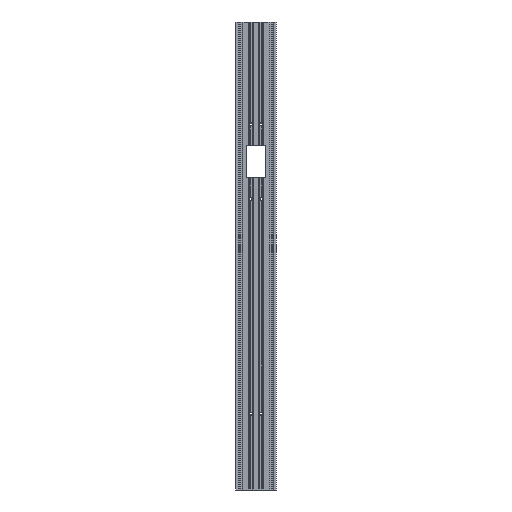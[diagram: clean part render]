
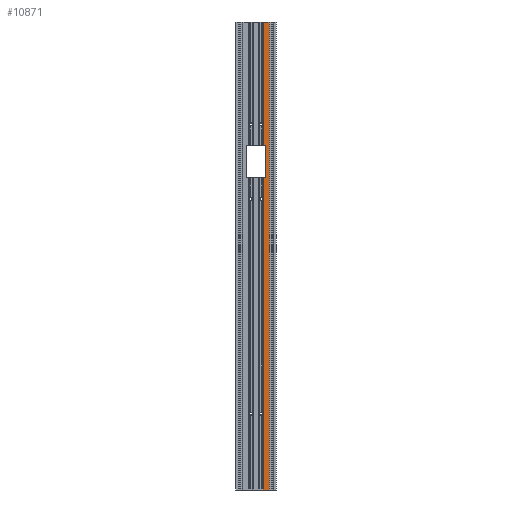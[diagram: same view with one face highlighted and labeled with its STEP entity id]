
A CAD part, front view. The second image highlights one B-rep face of the part: STEP entity #10871.
In plain terms, the highlighted planar face has unit normal (0, -1, 0).
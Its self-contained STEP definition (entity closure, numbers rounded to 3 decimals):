
#154=PLANE('',#11584);
#656=FACE_OUTER_BOUND('',#1196,.T.);
#1196=EDGE_LOOP('',(#8341,#8342,#8343,#8344,#8345,#8346,#8347,#8348));
#1861=LINE('',#15994,#3283);
#1945=LINE('',#16161,#3367);
#1983=LINE('',#16240,#3405);
#2128=LINE('',#16792,#3550);
#2129=LINE('',#16794,#3551);
#2130=LINE('',#16796,#3552);
#2131=LINE('',#16798,#3553);
#2132=LINE('',#16799,#3554);
#3283=VECTOR('',#12655,10.);
#3367=VECTOR('',#12747,10.);
#3405=VECTOR('',#12791,10.);
#3550=VECTOR('',#13082,10.);
#3551=VECTOR('',#13083,10.84);
#3552=VECTOR('',#13084,10.);
#3553=VECTOR('',#13085,10.84);
#3554=VECTOR('',#13086,10.);
#4973=VERTEX_POINT('',#15991);
#4974=VERTEX_POINT('',#15993);
#5053=VERTEX_POINT('',#16159);
#5091=VERTEX_POINT('',#16239);
#5257=VERTEX_POINT('',#16791);
#5258=VERTEX_POINT('',#16793);
#5259=VERTEX_POINT('',#16795);
#5260=VERTEX_POINT('',#16797);
#6152=EDGE_CURVE('',#4974,#4973,#1861,.T.);
#6236=EDGE_CURVE('',#4973,#5053,#1945,.T.);
#6276=EDGE_CURVE('',#5091,#4974,#1983,.T.);
#6471=EDGE_CURVE('',#5257,#5053,#2128,.T.);
#6472=EDGE_CURVE('',#5258,#5257,#2129,.T.);
#6473=EDGE_CURVE('',#5258,#5259,#2130,.T.);
#6474=EDGE_CURVE('',#5260,#5259,#2131,.T.);
#6475=EDGE_CURVE('',#5091,#5260,#2132,.T.);
#8341=ORIENTED_EDGE('',*,*,#6276,.T.);
#8342=ORIENTED_EDGE('',*,*,#6152,.T.);
#8343=ORIENTED_EDGE('',*,*,#6236,.T.);
#8344=ORIENTED_EDGE('',*,*,#6471,.F.);
#8345=ORIENTED_EDGE('',*,*,#6472,.F.);
#8346=ORIENTED_EDGE('',*,*,#6473,.T.);
#8347=ORIENTED_EDGE('',*,*,#6474,.F.);
#8348=ORIENTED_EDGE('',*,*,#6475,.F.);
#10871=ADVANCED_FACE('',(#656),#154,.T.);
#11584=AXIS2_PLACEMENT_3D('',#16790,#13080,#13081);
#12655=DIRECTION('',(0.,0.,-1.));
#12747=DIRECTION('',(-1.,0.,0.));
#12791=DIRECTION('',(1.,0.,0.));
#13080=DIRECTION('center_axis',(0.,-1.,0.));
#13081=DIRECTION('ref_axis',(0.,0.,-1.));
#13082=DIRECTION('',(0.,0.,1.));
#13083=DIRECTION('',(-1.,0.,0.));
#13084=DIRECTION('',(0.,0.,1.));
#13085=DIRECTION('',(1.,0.,0.));
#13086=DIRECTION('',(0.,0.,1.));
#15991=CARTESIAN_POINT('',(48.018,-30.,609.979));
#15993=CARTESIAN_POINT('',(48.018,-30.,672.942));
#15994=CARTESIAN_POINT('',(48.018,-30.,329.989));
#16159=CARTESIAN_POINT('',(44.58,-30.,609.979));
#16161=CARTESIAN_POINT('',(28.243,-30.,609.979));
#16239=CARTESIAN_POINT('',(44.58,-30.,672.942));
#16240=CARTESIAN_POINT('',(46.299,-30.,672.942));
#16790=CARTESIAN_POINT('Origin',(44.58,-30.,50.));
#16791=CARTESIAN_POINT('',(44.58,-30.,0.));
#16792=CARTESIAN_POINT('',(44.58,-30.,50.));
#16793=CARTESIAN_POINT('',(55.42,-30.,0.));
#16794=CARTESIAN_POINT('',(55.42,-30.,0.));
#16795=CARTESIAN_POINT('',(55.42,-30.,914.));
#16796=CARTESIAN_POINT('',(55.42,-30.,50.));
#16797=CARTESIAN_POINT('',(44.58,-30.,914.));
#16798=CARTESIAN_POINT('',(55.42,-30.,914.));
#16799=CARTESIAN_POINT('',(44.58,-30.,50.));
